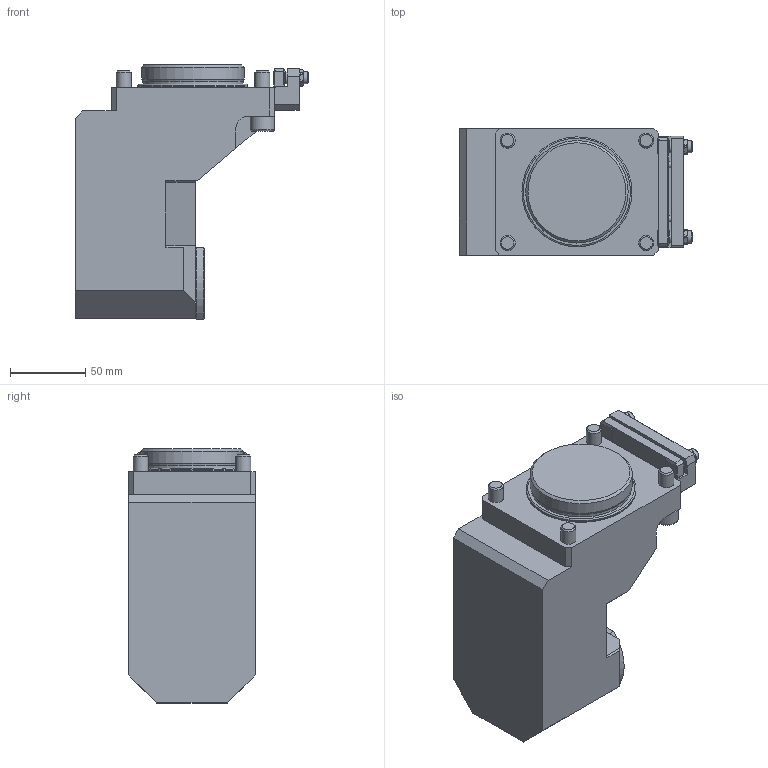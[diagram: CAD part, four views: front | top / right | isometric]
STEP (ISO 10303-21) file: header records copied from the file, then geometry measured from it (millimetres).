
FILE_DESCRIPTION(/* description */ (''),/* implementation_level */ '2;1');
FILE_NAME(/* name */ '1617097370875.stp',/* time_stamp */ '2021-03-30T11:42:56+02:00',/* author */ (''),/* organization */ ('SMS'),/* preprocessor_version */ 'ST-DEVELOPER v16.7',/* originating_system */ 'SIEMENS PLM Software NX 12.0',/* authorisation */ '');
FILE_SCHEMA (('AUTOMOTIVE_DESIGN { 1 0 10303 214 3 1 1 1 }'));
Length unit declared in the file: millimetre
Products named in the file (1): 203454815mod000_00
Bounding box: 154.8 x 84 x 168.68 mm (x, y, z)
Volume: 1194637.8 mm3; surface area: 91350.9 mm2
Topology: 1 solids, 1 shells, 235 faces, 562 edges, 356 vertices
Faces by surface type: plane 136, cylinder 43, cone 43, torus 6, sphere 5, bspline 2
Full cylindrical faces by diameter (mm): 2.5 x1, 4 x2, 4.5 x4, 5.7 x1, 8 x6, 10 x4, 16 x2, 31.6 x1, 40 x1, 66.7 x1, 68 x1, 72.94 x1
Entity records: 6643 total; most frequent: CARTESIAN_POINT 1480, DIRECTION 1044, ORIENTED_EDGE 992, EDGE_CURVE 496, AXIS2_PLACEMENT_3D 381, VERTEX_POINT 336, EDGE_LOOP 328, LINE 282
